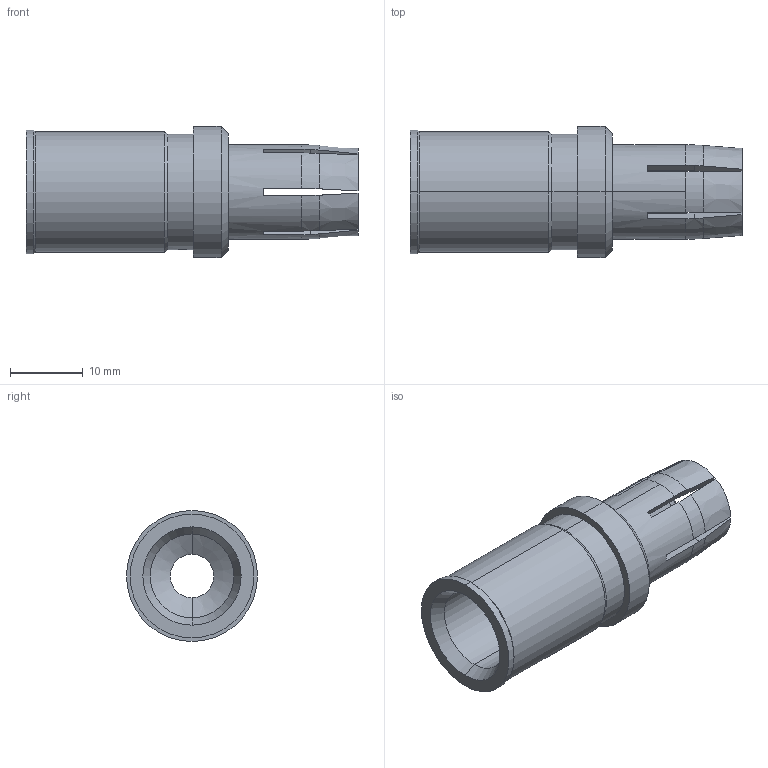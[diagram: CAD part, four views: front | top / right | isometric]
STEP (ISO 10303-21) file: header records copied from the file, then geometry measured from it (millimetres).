
FILE_DESCRIPTION((''),'2;1');
FILE_NAME('CKSF-70-003','2017-05-26T',('tl.yang'),(''),'PRO/ENGINEER BY PARAMETRIC TECHNOLOGY CORPORATION, 2011500','PRO/ENGINEER BY PARAMETRIC TECHNOLOGY CORPORATION, 2011500','');
FILE_SCHEMA(('CONFIG_CONTROL_DESIGN'));
Length unit declared in the file: millimetre
Products named in the file (1): CKSF-70-003
Bounding box: 45.6 x 18 x 18 mm (x, y, z)
Volume: 4234.3 mm3; surface area: 4144.8 mm2
Topology: 1 solids, 1 shells, 105 faces, 291 edges, 187 vertices
Faces by surface type: plane 39, cone 30, cylinder 18, bspline 12, torus 6
Entity records: 4010 total; most frequent: CARTESIAN_POINT 1450, ORIENTED_EDGE 582, DIRECTION 469, EDGE_CURVE 291, AXIS2_PLACEMENT_3D 189, VERTEX_POINT 187, EDGE_LOOP 108, FACE_OUTER_BOUND 105
